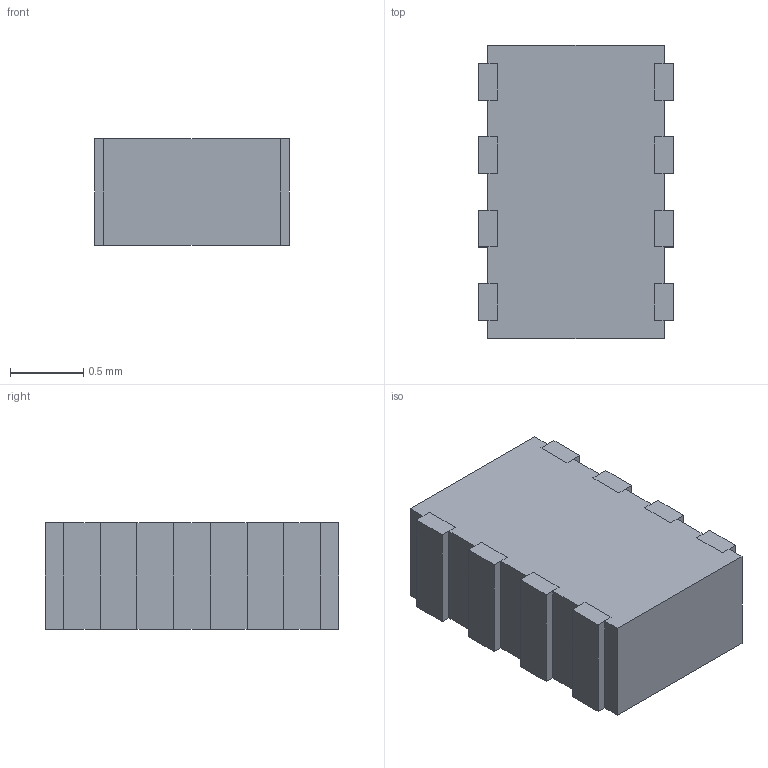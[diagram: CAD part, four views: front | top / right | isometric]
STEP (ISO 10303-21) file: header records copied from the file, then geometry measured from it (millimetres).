
FILE_DESCRIPTION( ( 'Unknown' ), '1' );
FILE_NAME( '82380050100.stp', 'Unknown', ( 'Unknown' ), ( 'Unknown' ), 'XStep 1.0', 'Unknown', ' ' );
FILE_SCHEMA( ( 'automotive_design' ) );
Length unit declared in the file: millimetre
Products named in the file (10): Assem1; Kern; Pin
Bounding box: 1.32 x 2 x 0.72 mm (x, y, z)
Surface area: 29.5 mm2
Topology: 18 solids, 18 shells, 172 faces, 408 edges, 272 vertices
Faces by surface type: plane 172
Entity records: 2903 total; most frequent: CARTESIAN_POINT 436, ORIENTED_EDGE 408, DIRECTION 396, EDGE_CURVE 204, LINE 204, VECTOR 204, VERTEX_POINT 136, AXIS2_PLACEMENT_3D 96
